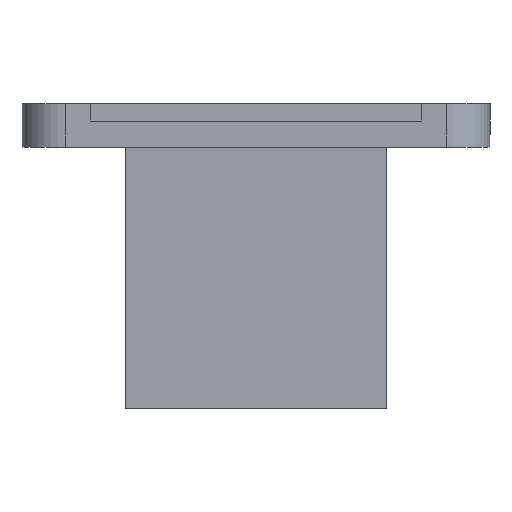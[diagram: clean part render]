
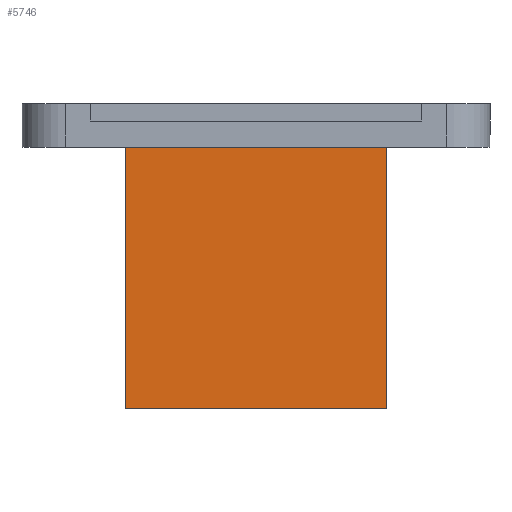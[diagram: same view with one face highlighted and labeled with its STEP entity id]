
A CAD part, front view. The second image highlights one B-rep face of the part: STEP entity #5746.
In plain terms, the highlighted planar face has unit normal (0, -1, 0).
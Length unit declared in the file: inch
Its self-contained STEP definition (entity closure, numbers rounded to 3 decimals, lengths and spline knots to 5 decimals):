
#120 = ORIENTED_EDGE ( 'NONE', *, *, #12418, .T. ) ;
#358 = CARTESIAN_POINT ( 'NONE',  ( 0.75, -0.376, -0.25 ) ) ;
#582 = VERTEX_POINT ( 'NONE', #12238 ) ;
#1231 = DIRECTION ( 'NONE',  ( 0., 0., 1. ) ) ;
#2148 = CARTESIAN_POINT ( 'NONE',  ( 0., -0.376, -0.25 ) ) ;
#2296 = FACE_OUTER_BOUND ( 'NONE', #17708, .T. ) ;
#2744 = VECTOR ( 'NONE', #16666, 39.37008 ) ;
#3189 = CARTESIAN_POINT ( 'NONE',  ( -0.75, -0.376, -1.75 ) ) ;
#3472 = VERTEX_POINT ( 'NONE', #358 ) ;
#4011 = LINE ( 'NONE', #16100, #7810 ) ;
#4690 = DIRECTION ( 'NONE',  ( 0., 0., 1. ) ) ;
#5217 = CARTESIAN_POINT ( 'NONE',  ( -0.75, -0.376, -1.75 ) ) ;
#5511 = LINE ( 'NONE', #2148, #14451 ) ;
#5570 = DIRECTION ( 'NONE',  ( 0., -1., 0. ) ) ;
#5746 = ADVANCED_FACE ( 'NONE', ( #2296 ), #7148, .T. ) ;
#6055 = CARTESIAN_POINT ( 'NONE',  ( -0.75, -0.376, -1.75 ) ) ;
#6198 = VECTOR ( 'NONE', #4690, 39.37008 ) ;
#7148 = PLANE ( 'NONE',  #8986 ) ;
#7544 = LINE ( 'NONE', #6055, #6198 ) ;
#7810 = VECTOR ( 'NONE', #1231, 39.37008 ) ;
#8588 = VERTEX_POINT ( 'NONE', #10487 ) ;
#8986 = AXIS2_PLACEMENT_3D ( 'NONE', #12899, #5570, #10119 ) ;
#9292 = EDGE_CURVE ( 'NONE', #582, #3472, #4011, .T. ) ;
#9304 = LINE ( 'NONE', #3189, #2744 ) ;
#10119 = DIRECTION ( 'NONE',  ( 0., 0., -1. ) ) ;
#10487 = CARTESIAN_POINT ( 'NONE',  ( -0.75, -0.376, -0.25 ) ) ;
#12024 = EDGE_CURVE ( 'NONE', #12444, #8588, #7544, .T. ) ;
#12238 = CARTESIAN_POINT ( 'NONE',  ( 0.75, -0.376, -1.75 ) ) ;
#12418 = EDGE_CURVE ( 'NONE', #3472, #8588, #5511, .T. ) ;
#12444 = VERTEX_POINT ( 'NONE', #5217 ) ;
#12899 = CARTESIAN_POINT ( 'NONE',  ( -0.75, -0.376, -1.75 ) ) ;
#13054 = ORIENTED_EDGE ( 'NONE', *, *, #18281, .T. ) ;
#14309 = DIRECTION ( 'NONE',  ( -1., 0., 0. ) ) ;
#14451 = VECTOR ( 'NONE', #14309, 39.37008 ) ;
#15298 = ORIENTED_EDGE ( 'NONE', *, *, #12024, .F. ) ;
#16100 = CARTESIAN_POINT ( 'NONE',  ( 0.75, -0.376, -1.75 ) ) ;
#16666 = DIRECTION ( 'NONE',  ( 1., 0., 0. ) ) ;
#17385 = ORIENTED_EDGE ( 'NONE', *, *, #9292, .T. ) ;
#17708 = EDGE_LOOP ( 'NONE', ( #17385, #120, #15298, #13054 ) ) ;
#18281 = EDGE_CURVE ( 'NONE', #12444, #582, #9304, .T. ) ;
